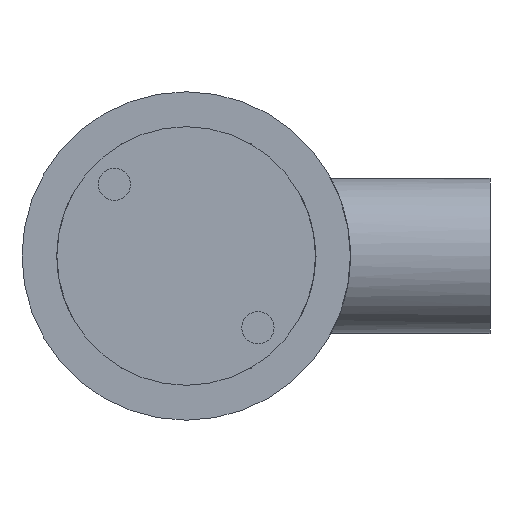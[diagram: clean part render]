
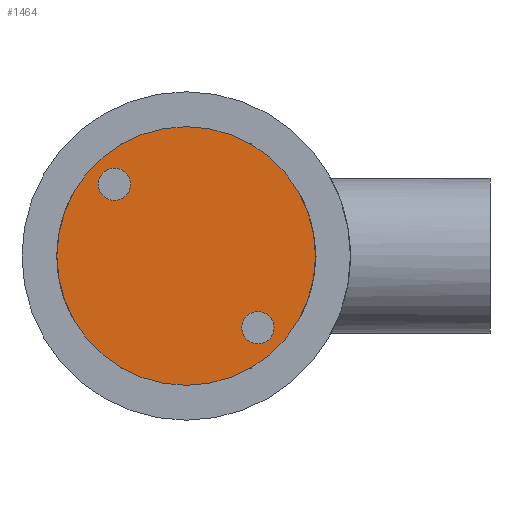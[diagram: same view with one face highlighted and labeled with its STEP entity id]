
A CAD part, front view. The second image highlights one B-rep face of the part: STEP entity #1464.
In plain terms, the highlighted planar face has unit normal (0, -1, 0).
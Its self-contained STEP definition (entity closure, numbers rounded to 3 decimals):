
#37 = CIRCLE ( 'NONE', #1388, 20. ) ;
#39 = DIRECTION ( 'NONE',  ( 0., -1., 0. ) ) ;
#117 = EDGE_LOOP ( 'NONE', ( #253, #141 ) ) ;
#141 = ORIENTED_EDGE ( 'NONE', *, *, #956, .F. ) ;
#169 = EDGE_CURVE ( 'NONE', #1157, #473, #831, .T. ) ;
#175 = DIRECTION ( 'NONE',  ( 0., 0., 1. ) ) ;
#187 = DIRECTION ( 'NONE',  ( 0., -1., 0. ) ) ;
#220 = CIRCLE ( 'NONE', #1304, 2.5 ) ;
#240 = DIRECTION ( 'NONE',  ( 0., 0., 1. ) ) ;
#241 = PLANE ( 'NONE',  #1321 ) ;
#245 = ORIENTED_EDGE ( 'NONE', *, *, #1470, .F. ) ;
#253 = ORIENTED_EDGE ( 'NONE', *, *, #644, .F. ) ;
#263 = VERTEX_POINT ( 'NONE', #460 ) ;
#285 = EDGE_LOOP ( 'NONE', ( #245, #1283 ) ) ;
#312 = CIRCLE ( 'NONE', #1051, 2.5 ) ;
#353 = DIRECTION ( 'NONE',  ( 0., 1., 0. ) ) ;
#433 = CIRCLE ( 'NONE', #717, 2.5 ) ;
#460 = CARTESIAN_POINT ( 'NONE',  ( 0., -34.85, -20. ) ) ;
#468 = DIRECTION ( 'NONE',  ( 0., 0., 1. ) ) ;
#473 = VERTEX_POINT ( 'NONE', #536 ) ;
#477 = CARTESIAN_POINT ( 'NONE',  ( 11.1, -34.85, -11.1 ) ) ;
#480 = VERTEX_POINT ( 'NONE', #1565 ) ;
#515 = DIRECTION ( 'NONE',  ( 0., 1., 0. ) ) ;
#520 = CARTESIAN_POINT ( 'NONE',  ( -11.1, -34.85, 11.1 ) ) ;
#536 = CARTESIAN_POINT ( 'NONE',  ( 11.1, -34.85, -8.6 ) ) ;
#642 = ORIENTED_EDGE ( 'NONE', *, *, #169, .F. ) ;
#644 = EDGE_CURVE ( 'NONE', #263, #1374, #37, .T. ) ;
#707 = EDGE_CURVE ( 'NONE', #1267, #480, #220, .T. ) ;
#717 = AXIS2_PLACEMENT_3D ( 'NONE', #1040, #187, #815 ) ;
#741 = CARTESIAN_POINT ( 'NONE',  ( 0., -34.85, 0. ) ) ;
#743 = CARTESIAN_POINT ( 'NONE',  ( 0., -34.85, 0. ) ) ;
#809 = DIRECTION ( 'NONE',  ( 0., 0., 1. ) ) ;
#815 = DIRECTION ( 'NONE',  ( 0., 0., 1. ) ) ;
#831 = CIRCLE ( 'NONE', #967, 2.5 ) ;
#866 = FACE_BOUND ( 'NONE', #285, .T. ) ;
#874 = CARTESIAN_POINT ( 'NONE',  ( 0., -34.85, 20. ) ) ;
#884 = EDGE_CURVE ( 'NONE', #473, #1157, #433, .T. ) ;
#956 = EDGE_CURVE ( 'NONE', #1374, #263, #1066, .T. ) ;
#967 = AXIS2_PLACEMENT_3D ( 'NONE', #477, #1601, #240 ) ;
#1032 = DIRECTION ( 'NONE',  ( 0., -1., 0. ) ) ;
#1040 = CARTESIAN_POINT ( 'NONE',  ( 11.1, -34.85, -11.1 ) ) ;
#1044 = CARTESIAN_POINT ( 'NONE',  ( 0., -34.85, 0. ) ) ;
#1051 = AXIS2_PLACEMENT_3D ( 'NONE', #520, #1032, #1557 ) ;
#1066 = CIRCLE ( 'NONE', #1277, 20. ) ;
#1072 = DIRECTION ( 'NONE',  ( 0., 0., -1. ) ) ;
#1084 = ORIENTED_EDGE ( 'NONE', *, *, #884, .F. ) ;
#1157 = VERTEX_POINT ( 'NONE', #1413 ) ;
#1267 = VERTEX_POINT ( 'NONE', #1619 ) ;
#1277 = AXIS2_PLACEMENT_3D ( 'NONE', #741, #353, #468 ) ;
#1283 = ORIENTED_EDGE ( 'NONE', *, *, #707, .F. ) ;
#1294 = CARTESIAN_POINT ( 'NONE',  ( -11.1, -34.85, 11.1 ) ) ;
#1304 = AXIS2_PLACEMENT_3D ( 'NONE', #1294, #39, #1072 ) ;
#1321 = AXIS2_PLACEMENT_3D ( 'NONE', #743, #515, #809 ) ;
#1374 = VERTEX_POINT ( 'NONE', #874 ) ;
#1380 = FACE_OUTER_BOUND ( 'NONE', #117, .T. ) ;
#1388 = AXIS2_PLACEMENT_3D ( 'NONE', #1044, #1564, #175 ) ;
#1413 = CARTESIAN_POINT ( 'NONE',  ( 11.1, -34.85, -13.6 ) ) ;
#1464 = ADVANCED_FACE ( 'NONE', ( #866, #1627, #1380 ), #241, .F. ) ;
#1470 = EDGE_CURVE ( 'NONE', #480, #1267, #312, .T. ) ;
#1557 = DIRECTION ( 'NONE',  ( 0., 0., -1. ) ) ;
#1564 = DIRECTION ( 'NONE',  ( 0., 1., 0. ) ) ;
#1565 = CARTESIAN_POINT ( 'NONE',  ( -11.1, -34.85, 8.6 ) ) ;
#1601 = DIRECTION ( 'NONE',  ( 0., -1., 0. ) ) ;
#1612 = EDGE_LOOP ( 'NONE', ( #642, #1084 ) ) ;
#1619 = CARTESIAN_POINT ( 'NONE',  ( -11.1, -34.85, 13.6 ) ) ;
#1627 = FACE_BOUND ( 'NONE', #1612, .T. ) ;
